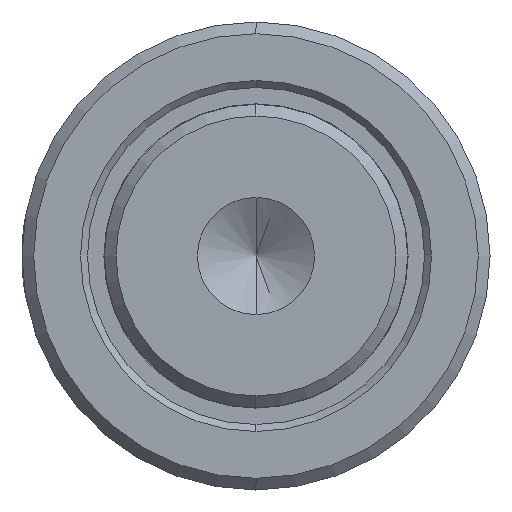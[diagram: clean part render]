
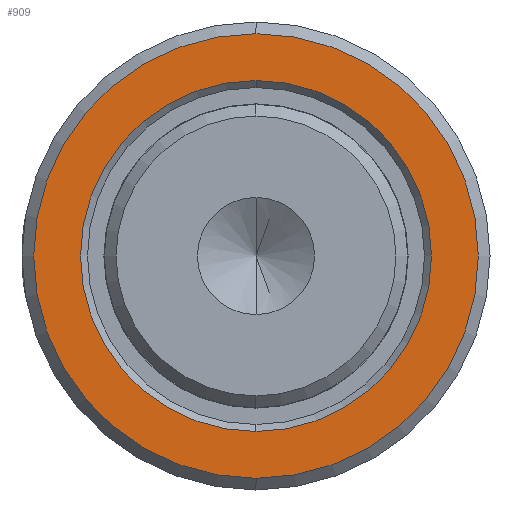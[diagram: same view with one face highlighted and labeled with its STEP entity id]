
A CAD part, left-side view. The second image highlights one B-rep face of the part: STEP entity #909.
In plain terms, the highlighted planar face has unit normal (-1, 0, 0).
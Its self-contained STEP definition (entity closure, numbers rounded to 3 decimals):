
#10 = DIRECTION ( 'NONE',  ( 0., 0., 1. ) ) ;
#15 = DIRECTION ( 'NONE',  ( -1., 0., 0. ) ) ;
#30 = ORIENTED_EDGE ( 'NONE', *, *, #123, .T. ) ;
#48 = CARTESIAN_POINT ( 'NONE',  ( 10., 0., -9.5 ) ) ;
#59 = CARTESIAN_POINT ( 'NONE',  ( 10., 0., -7.5 ) ) ;
#103 = DIRECTION ( 'NONE',  ( 0., 0., 1. ) ) ;
#123 = EDGE_CURVE ( 'NONE', #300, #883, #1751, .T. ) ;
#142 = CARTESIAN_POINT ( 'NONE',  ( 10., 0., 0. ) ) ;
#200 = PLANE ( 'NONE',  #687 ) ;
#219 = ORIENTED_EDGE ( 'NONE', *, *, #946, .F. ) ;
#223 = DIRECTION ( 'NONE',  ( -1., 0., 0. ) ) ;
#300 = VERTEX_POINT ( 'NONE', #936 ) ;
#344 = DIRECTION ( 'NONE',  ( -1., 0., 0. ) ) ;
#372 = EDGE_CURVE ( 'NONE', #883, #300, #1738, .T. ) ;
#415 = CARTESIAN_POINT ( 'NONE',  ( 10., 0., 7.5 ) ) ;
#461 = CIRCLE ( 'NONE', #787, 7.5 ) ;
#493 = VERTEX_POINT ( 'NONE', #415 ) ;
#577 = ORIENTED_EDGE ( 'NONE', *, *, #1464, .F. ) ;
#593 = CARTESIAN_POINT ( 'NONE',  ( 10., 0., 0. ) ) ;
#647 = FACE_OUTER_BOUND ( 'NONE', #1344, .T. ) ;
#687 = AXIS2_PLACEMENT_3D ( 'NONE', #907, #344, #1357 ) ;
#699 = AXIS2_PLACEMENT_3D ( 'NONE', #142, #15, #10 ) ;
#739 = DIRECTION ( 'NONE',  ( 0., 0., 1. ) ) ;
#755 = AXIS2_PLACEMENT_3D ( 'NONE', #1832, #957, #103 ) ;
#787 = AXIS2_PLACEMENT_3D ( 'NONE', #1066, #223, #1223 ) ;
#883 = VERTEX_POINT ( 'NONE', #48 ) ;
#906 = AXIS2_PLACEMENT_3D ( 'NONE', #593, #1635, #739 ) ;
#907 = CARTESIAN_POINT ( 'NONE',  ( 10., -6.5, 0. ) ) ;
#909 = ADVANCED_FACE ( 'NONE', ( #647, #947 ), #200, .T. ) ;
#936 = CARTESIAN_POINT ( 'NONE',  ( 10., 0., 9.5 ) ) ;
#946 = EDGE_CURVE ( 'NONE', #493, #1533, #461, .T. ) ;
#947 = FACE_BOUND ( 'NONE', #1776, .T. ) ;
#957 = DIRECTION ( 'NONE',  ( -1., 0., 0. ) ) ;
#1066 = CARTESIAN_POINT ( 'NONE',  ( 10., 0., 0. ) ) ;
#1091 = ORIENTED_EDGE ( 'NONE', *, *, #372, .T. ) ;
#1223 = DIRECTION ( 'NONE',  ( 0., 0., 1. ) ) ;
#1344 = EDGE_LOOP ( 'NONE', ( #1091, #30 ) ) ;
#1357 = DIRECTION ( 'NONE',  ( 0., 0., 1. ) ) ;
#1434 = CIRCLE ( 'NONE', #906, 7.5 ) ;
#1464 = EDGE_CURVE ( 'NONE', #1533, #493, #1434, .T. ) ;
#1533 = VERTEX_POINT ( 'NONE', #59 ) ;
#1635 = DIRECTION ( 'NONE',  ( -1., 0., 0. ) ) ;
#1738 = CIRCLE ( 'NONE', #755, 9.5 ) ;
#1751 = CIRCLE ( 'NONE', #699, 9.5 ) ;
#1776 = EDGE_LOOP ( 'NONE', ( #219, #577 ) ) ;
#1832 = CARTESIAN_POINT ( 'NONE',  ( 10., 0., 0. ) ) ;
